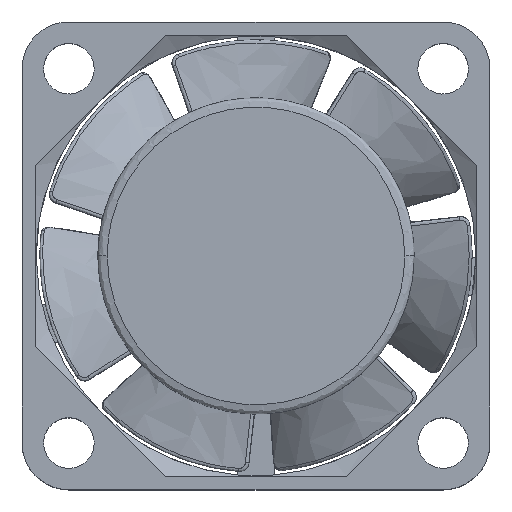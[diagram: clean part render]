
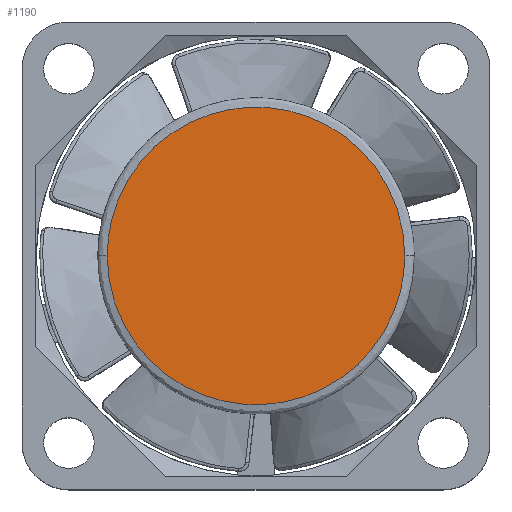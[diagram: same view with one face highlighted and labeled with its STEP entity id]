
A CAD part, top view. The second image highlights one B-rep face of the part: STEP entity #1190.
In plain terms, the highlighted free-form (B-spline) face has degree [1, 1] with [2, 2] control points.
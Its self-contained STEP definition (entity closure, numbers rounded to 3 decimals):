
#34 = VERTEX_POINT('',#35);
#35 = CARTESIAN_POINT('',(-7.95,0.,2.7));
#41 = EDGE_CURVE('',#42,#34,#44,.T.);
#42 = VERTEX_POINT('',#43);
#43 = CARTESIAN_POINT('',(7.95,0.,2.7));
#44 = ( BOUNDED_CURVE() B_SPLINE_CURVE(2,(#45,#46,#47,#48,#49),
.UNSPECIFIED.,.F.,.F.) B_SPLINE_CURVE_WITH_KNOTS((3,2,3),(0.,
1.571,3.142),.PIECEWISE_BEZIER_KNOTS.) CURVE() 
GEOMETRIC_REPRESENTATION_ITEM() RATIONAL_B_SPLINE_CURVE((1.,
0.707,1.,0.707,1.)) REPRESENTATION_ITEM('') );
#45 = CARTESIAN_POINT('',(7.95,0.,2.7));
#46 = CARTESIAN_POINT('',(7.95,7.95,2.7));
#47 = CARTESIAN_POINT('',(0.,7.95,2.7));
#48 = CARTESIAN_POINT('',(-7.95,7.95,2.7));
#49 = CARTESIAN_POINT('',(-7.95,0.,2.7));
#1190 = ADVANCED_FACE('',(#1191),#1202,.T.);
#1191 = FACE_BOUND('',#1192,.T.);
#1192 = EDGE_LOOP('',(#1193,#1194));
#1193 = ORIENTED_EDGE('',*,*,#41,.T.);
#1194 = ORIENTED_EDGE('',*,*,#1195,.T.);
#1195 = EDGE_CURVE('',#34,#42,#1196,.T.);
#1196 = ( BOUNDED_CURVE() B_SPLINE_CURVE(2,(#1197,#1198,#1199,#1200,
#1201),.UNSPECIFIED.,.F.,.F.) B_SPLINE_CURVE_WITH_KNOTS((3,2,3),(
    3.142,4.712,6.283),
.PIECEWISE_BEZIER_KNOTS.) CURVE() GEOMETRIC_REPRESENTATION_ITEM() 
RATIONAL_B_SPLINE_CURVE((1.,0.707,1.,0.707,1.)) 
REPRESENTATION_ITEM('') );
#1197 = CARTESIAN_POINT('',(-7.95,0.,2.7));
#1198 = CARTESIAN_POINT('',(-7.95,-7.95,2.7));
#1199 = CARTESIAN_POINT('',(0.,-7.95,2.7));
#1200 = CARTESIAN_POINT('',(7.95,-7.95,2.7));
#1201 = CARTESIAN_POINT('',(7.95,0.,2.7));
#1202 = B_SPLINE_SURFACE_WITH_KNOTS('',1,1,(
    (#1203,#1204)
    ,(#1205,#1206
    )),.UNSPECIFIED.,.F.,.F.,.F.,(2,2),(2,2),(-7.95,7.95),(-7.95,7.95),
  .PIECEWISE_BEZIER_KNOTS.);
#1203 = CARTESIAN_POINT('',(-7.95,-7.95,2.7));
#1204 = CARTESIAN_POINT('',(-7.95,7.95,2.7));
#1205 = CARTESIAN_POINT('',(7.95,-7.95,2.7));
#1206 = CARTESIAN_POINT('',(7.95,7.95,2.7));
